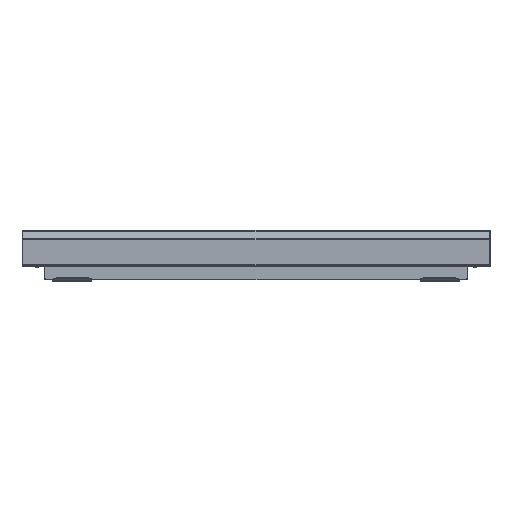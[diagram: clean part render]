
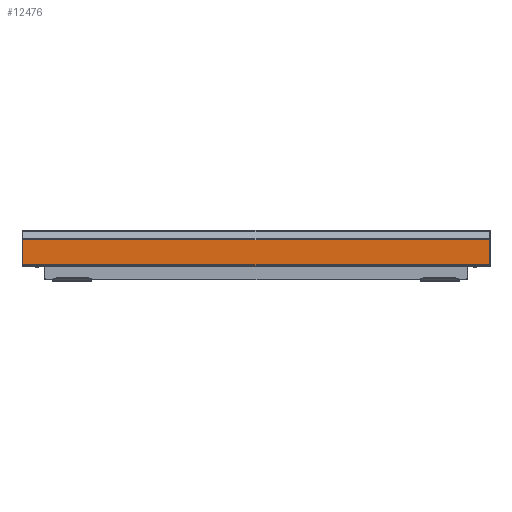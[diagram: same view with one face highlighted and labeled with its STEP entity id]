
A CAD part, top view. The second image highlights one B-rep face of the part: STEP entity #12476.
In plain terms, the highlighted planar face has unit normal (0, 0, 1).
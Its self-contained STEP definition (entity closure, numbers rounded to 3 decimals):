
#308 = VERTEX_POINT ( 'NONE', #6417 ) ;
#1185 = CARTESIAN_POINT ( 'NONE',  ( -477.5, -69.906, 293. ) ) ;
#1247 = EDGE_LOOP ( 'NONE', ( #4546, #3868, #11887, #6226 ) ) ;
#1259 = VECTOR ( 'NONE', #6187, 1000. ) ;
#1497 = VERTEX_POINT ( 'NONE', #11679 ) ;
#1666 = CARTESIAN_POINT ( 'NONE',  ( -477.5, -69.906, 293. ) ) ;
#2217 = DIRECTION ( 'NONE',  ( 1., 0., 0. ) ) ;
#3231 = DIRECTION ( 'NONE',  ( 0., -1., 0. ) ) ;
#3349 = VERTEX_POINT ( 'NONE', #1666 ) ;
#3629 = DIRECTION ( 'NONE',  ( 1., 0., 0. ) ) ;
#3868 = ORIENTED_EDGE ( 'NONE', *, *, #15125, .F. ) ;
#4198 = EDGE_CURVE ( 'NONE', #9476, #3349, #13928, .T. ) ;
#4546 = ORIENTED_EDGE ( 'NONE', *, *, #5079, .T. ) ;
#5079 = EDGE_CURVE ( 'NONE', #3349, #308, #8558, .T. ) ;
#5606 = CARTESIAN_POINT ( 'NONE',  ( -477.5, -19.054, 293. ) ) ;
#6187 = DIRECTION ( 'NONE',  ( 0., -1., 0. ) ) ;
#6226 = ORIENTED_EDGE ( 'NONE', *, *, #4198, .T. ) ;
#6417 = CARTESIAN_POINT ( 'NONE',  ( 477.5, -69.906, 293. ) ) ;
#6490 = CARTESIAN_POINT ( 'NONE',  ( -477.5, -19.054, 293. ) ) ;
#6809 = EDGE_CURVE ( 'NONE', #9476, #1497, #9525, .T. ) ;
#6968 = DIRECTION ( 'NONE',  ( 0., 0., 1. ) ) ;
#8239 = PLANE ( 'NONE',  #8674 ) ;
#8307 = VECTOR ( 'NONE', #3629, 1000. ) ;
#8558 = LINE ( 'NONE', #1185, #8307 ) ;
#8674 = AXIS2_PLACEMENT_3D ( 'NONE', #5606, #6968, #3231 ) ;
#8799 = LINE ( 'NONE', #13397, #1259 ) ;
#9476 = VERTEX_POINT ( 'NONE', #6490 ) ;
#9525 = LINE ( 'NONE', #14351, #15529 ) ;
#10560 = VECTOR ( 'NONE', #15194, 1000. ) ;
#11679 = CARTESIAN_POINT ( 'NONE',  ( 477.5, -19.054, 293. ) ) ;
#11887 = ORIENTED_EDGE ( 'NONE', *, *, #6809, .F. ) ;
#12476 = ADVANCED_FACE ( 'NONE', ( #15360 ), #8239, .T. ) ;
#13397 = CARTESIAN_POINT ( 'NONE',  ( 477.5, -19.054, 293. ) ) ;
#13928 = LINE ( 'NONE', #14829, #10560 ) ;
#14351 = CARTESIAN_POINT ( 'NONE',  ( -477.5, -19.054, 293. ) ) ;
#14829 = CARTESIAN_POINT ( 'NONE',  ( -477.5, -19.054, 293. ) ) ;
#15125 = EDGE_CURVE ( 'NONE', #1497, #308, #8799, .T. ) ;
#15194 = DIRECTION ( 'NONE',  ( 0., -1., 0. ) ) ;
#15360 = FACE_OUTER_BOUND ( 'NONE', #1247, .T. ) ;
#15529 = VECTOR ( 'NONE', #2217, 1000. ) ;
